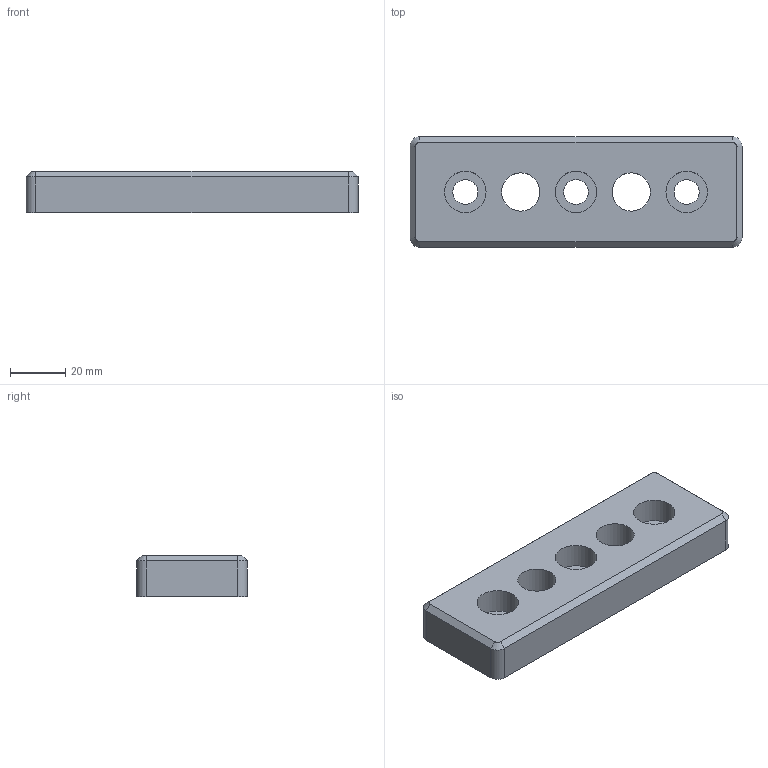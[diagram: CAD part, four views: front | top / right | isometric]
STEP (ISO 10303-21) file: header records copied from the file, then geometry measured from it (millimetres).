
FILE_DESCRIPTION((''),'2;1');
FILE_NAME('SZ0236V-A.stp','2013-08-21T14:06:04',('janine behrens'),(''),'Autodesk Inventor 2012','Autodesk Inventor 2012','');
FILE_SCHEMA(('AUTOMOTIVE_DESIGN { 1 0 10303 214 1 1 1 1 }'));
Length unit declared in the file: millimetre
Products named in the file (1): SZ0236V-A
Bounding box: 120 x 40 x 15 mm (x, y, z)
Volume: 60796.3 mm3; surface area: 16017.9 mm2
Topology: 1 solids, 1 shells, 29 faces, 66 edges, 42 vertices
Faces by surface type: plane 13, cylinder 12, cone 4
Full cylindrical faces by diameter (mm): 9 x3, 13.835 x2, 15 x3
Entity records: 808 total; most frequent: DIRECTION 144, CARTESIAN_POINT 126, ORIENTED_EDGE 112, AXIS2_PLACEMENT_3D 58, EDGE_CURVE 56, EDGE_LOOP 50, VERTEX_POINT 40, FACE_OUTER_BOUND 29
